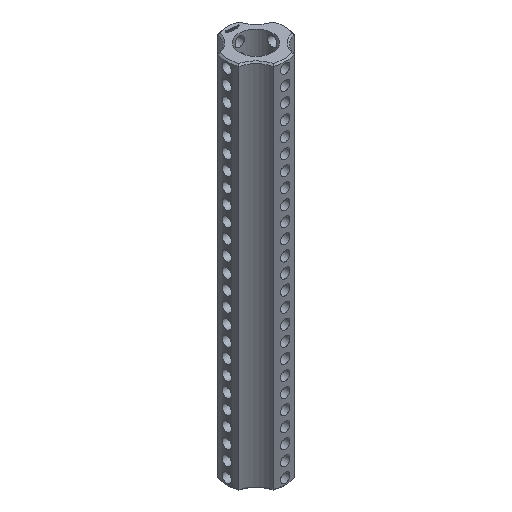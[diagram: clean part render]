
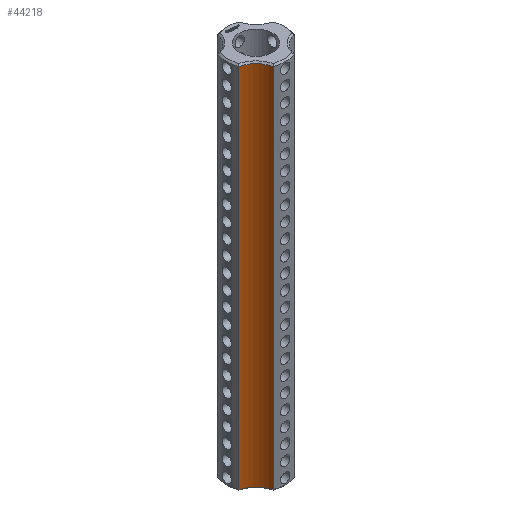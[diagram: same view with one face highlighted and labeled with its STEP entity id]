
A CAD part, isometric view. The second image highlights one B-rep face of the part: STEP entity #44218.
In plain terms, the highlighted cylindrical face has radius 5 mm (diameter 10 mm), a partial arc.
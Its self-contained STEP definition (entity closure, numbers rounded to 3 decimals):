
#5464 = CYLINDRICAL_SURFACE('',#5465,6.25);
#5465 = AXIS2_PLACEMENT_3D('',#5466,#5467,#5468);
#5466 = CARTESIAN_POINT('',(0.,0.,0.));
#5467 = DIRECTION('',(-0.,-0.,-1.));
#5468 = DIRECTION('',(1.,0.,0.));
#12131 = EDGE_CURVE('',#12132,#12134,#12136,.T.);
#12132 = VERTEX_POINT('',#12133);
#12133 = CARTESIAN_POINT('',(-2.225,-5.841,0.3));
#12134 = VERTEX_POINT('',#12135);
#12135 = CARTESIAN_POINT('',(-2.225,-5.841,77.825));
#12136 = SURFACE_CURVE('',#12137,(#12141,#12148),.PCURVE_S1.);
#12137 = LINE('',#12138,#12139);
#12138 = CARTESIAN_POINT('',(-2.225,-5.841,0.));
#12139 = VECTOR('',#12140,1.);
#12140 = DIRECTION('',(0.,0.,1.));
#12141 = PCURVE('',#5464,#12142);
#12142 = DEFINITIONAL_REPRESENTATION('',(#12143),#12147);
#12143 = LINE('',#12144,#12145);
#12144 = CARTESIAN_POINT('',(-4.348,0.));
#12145 = VECTOR('',#12146,1.);
#12146 = DIRECTION('',(-0.,-1.));
#12147 = ( GEOMETRIC_REPRESENTATION_CONTEXT(2) 
PARAMETRIC_REPRESENTATION_CONTEXT() REPRESENTATION_CONTEXT('2D SPACE',''
  ) );
#12148 = PCURVE('',#12149,#12154);
#12149 = CYLINDRICAL_SURFACE('',#12150,5.);
#12150 = AXIS2_PLACEMENT_3D('',#12151,#12152,#12153);
#12151 = CARTESIAN_POINT('',(-7.071,-7.071,0.));
#12152 = DIRECTION('',(-0.,-0.,-1.));
#12153 = DIRECTION('',(1.,0.,0.));
#12154 = DEFINITIONAL_REPRESENTATION('',(#12155),#12159);
#12155 = LINE('',#12156,#12157);
#12156 = CARTESIAN_POINT('',(-0.249,0.));
#12157 = VECTOR('',#12158,1.);
#12158 = DIRECTION('',(-0.,-1.));
#12159 = ( GEOMETRIC_REPRESENTATION_CONTEXT(2) 
PARAMETRIC_REPRESENTATION_CONTEXT() REPRESENTATION_CONTEXT('2D SPACE',''
  ) );
#16525 = CONICAL_SURFACE('',#16526,5.,0.785);
#16526 = AXIS2_PLACEMENT_3D('',#16527,#16528,#16529);
#16527 = CARTESIAN_POINT('',(-7.071,-7.071,0.3));
#16528 = DIRECTION('',(-0.,-0.,-1.));
#16529 = DIRECTION('',(0.969,0.246,0.));
#16727 = CONICAL_SURFACE('',#16728,5.,0.785);
#16728 = AXIS2_PLACEMENT_3D('',#16729,#16730,#16731);
#16729 = CARTESIAN_POINT('',(-7.071,-7.071,77.825));
#16730 = DIRECTION('',(0.,0.,1.));
#16731 = DIRECTION('',(0.969,0.246,0.));
#44218 = ADVANCED_FACE('',(#44219),#12149,.F.);
#44219 = FACE_BOUND('',#44220,.T.);
#44220 = EDGE_LOOP('',(#44221,#44222,#44246,#44274));
#44221 = ORIENTED_EDGE('',*,*,#12131,.T.);
#44222 = ORIENTED_EDGE('',*,*,#44223,.T.);
#44223 = EDGE_CURVE('',#12134,#44224,#44226,.T.);
#44224 = VERTEX_POINT('',#44225);
#44225 = CARTESIAN_POINT('',(-5.841,-2.225,77.825));
#44226 = SURFACE_CURVE('',#44227,(#44232,#44239),.PCURVE_S1.);
#44227 = CIRCLE('',#44228,5.);
#44228 = AXIS2_PLACEMENT_3D('',#44229,#44230,#44231);
#44229 = CARTESIAN_POINT('',(-7.071,-7.071,77.825));
#44230 = DIRECTION('',(0.,-0.,1.));
#44231 = DIRECTION('',(0.969,0.246,0.));
#44232 = PCURVE('',#12149,#44233);
#44233 = DEFINITIONAL_REPRESENTATION('',(#44234),#44238);
#44234 = LINE('',#44235,#44236);
#44235 = CARTESIAN_POINT('',(-0.249,-77.825));
#44236 = VECTOR('',#44237,1.);
#44237 = DIRECTION('',(-1.,0.));
#44238 = ( GEOMETRIC_REPRESENTATION_CONTEXT(2) 
PARAMETRIC_REPRESENTATION_CONTEXT() REPRESENTATION_CONTEXT('2D SPACE',''
  ) );
#44239 = PCURVE('',#16727,#44240);
#44240 = DEFINITIONAL_REPRESENTATION('',(#44241),#44245);
#44241 = LINE('',#44242,#44243);
#44242 = CARTESIAN_POINT('',(0.,0.));
#44243 = VECTOR('',#44244,1.);
#44244 = DIRECTION('',(1.,0.));
#44245 = ( GEOMETRIC_REPRESENTATION_CONTEXT(2) 
PARAMETRIC_REPRESENTATION_CONTEXT() REPRESENTATION_CONTEXT('2D SPACE',''
  ) );
#44246 = ORIENTED_EDGE('',*,*,#44247,.F.);
#44247 = EDGE_CURVE('',#44248,#44224,#44250,.T.);
#44248 = VERTEX_POINT('',#44249);
#44249 = CARTESIAN_POINT('',(-5.841,-2.225,0.3));
#44250 = SURFACE_CURVE('',#44251,(#44255,#44262),.PCURVE_S1.);
#44251 = LINE('',#44252,#44253);
#44252 = CARTESIAN_POINT('',(-5.841,-2.225,0.));
#44253 = VECTOR('',#44254,1.);
#44254 = DIRECTION('',(0.,0.,1.));
#44255 = PCURVE('',#12149,#44256);
#44256 = DEFINITIONAL_REPRESENTATION('',(#44257),#44261);
#44257 = LINE('',#44258,#44259);
#44258 = CARTESIAN_POINT('',(-1.322,0.));
#44259 = VECTOR('',#44260,1.);
#44260 = DIRECTION('',(-0.,-1.));
#44261 = ( GEOMETRIC_REPRESENTATION_CONTEXT(2) 
PARAMETRIC_REPRESENTATION_CONTEXT() REPRESENTATION_CONTEXT('2D SPACE',''
  ) );
#44262 = PCURVE('',#44263,#44268);
#44263 = CYLINDRICAL_SURFACE('',#44264,6.25);
#44264 = AXIS2_PLACEMENT_3D('',#44265,#44266,#44267);
#44265 = CARTESIAN_POINT('',(0.,0.,0.));
#44266 = DIRECTION('',(-0.,-0.,-1.));
#44267 = DIRECTION('',(1.,0.,0.));
#44268 = DEFINITIONAL_REPRESENTATION('',(#44269),#44273);
#44269 = LINE('',#44270,#44271);
#44270 = CARTESIAN_POINT('',(-3.506,0.));
#44271 = VECTOR('',#44272,1.);
#44272 = DIRECTION('',(-0.,-1.));
#44273 = ( GEOMETRIC_REPRESENTATION_CONTEXT(2) 
PARAMETRIC_REPRESENTATION_CONTEXT() REPRESENTATION_CONTEXT('2D SPACE',''
  ) );
#44274 = ORIENTED_EDGE('',*,*,#44275,.F.);
#44275 = EDGE_CURVE('',#12132,#44248,#44276,.T.);
#44276 = SURFACE_CURVE('',#44277,(#44282,#44289),.PCURVE_S1.);
#44277 = CIRCLE('',#44278,5.);
#44278 = AXIS2_PLACEMENT_3D('',#44279,#44280,#44281);
#44279 = CARTESIAN_POINT('',(-7.071,-7.071,0.3));
#44280 = DIRECTION('',(0.,-0.,1.));
#44281 = DIRECTION('',(0.969,0.246,0.));
#44282 = PCURVE('',#12149,#44283);
#44283 = DEFINITIONAL_REPRESENTATION('',(#44284),#44288);
#44284 = LINE('',#44285,#44286);
#44285 = CARTESIAN_POINT('',(-0.249,-0.3));
#44286 = VECTOR('',#44287,1.);
#44287 = DIRECTION('',(-1.,0.));
#44288 = ( GEOMETRIC_REPRESENTATION_CONTEXT(2) 
PARAMETRIC_REPRESENTATION_CONTEXT() REPRESENTATION_CONTEXT('2D SPACE',''
  ) );
#44289 = PCURVE('',#16525,#44290);
#44290 = DEFINITIONAL_REPRESENTATION('',(#44291),#44295);
#44291 = LINE('',#44292,#44293);
#44292 = CARTESIAN_POINT('',(-0.,0.));
#44293 = VECTOR('',#44294,1.);
#44294 = DIRECTION('',(-1.,0.));
#44295 = ( GEOMETRIC_REPRESENTATION_CONTEXT(2) 
PARAMETRIC_REPRESENTATION_CONTEXT() REPRESENTATION_CONTEXT('2D SPACE',''
  ) );
